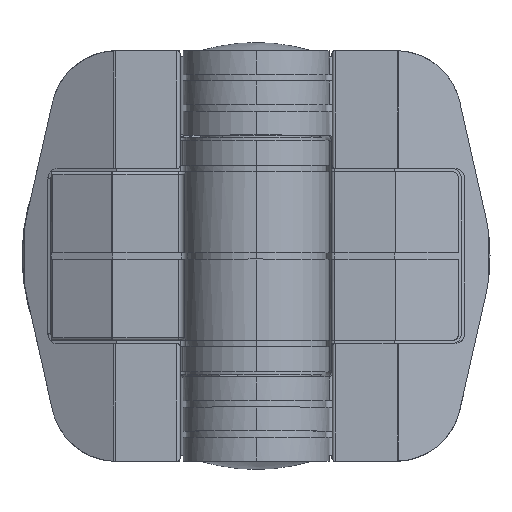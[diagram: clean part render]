
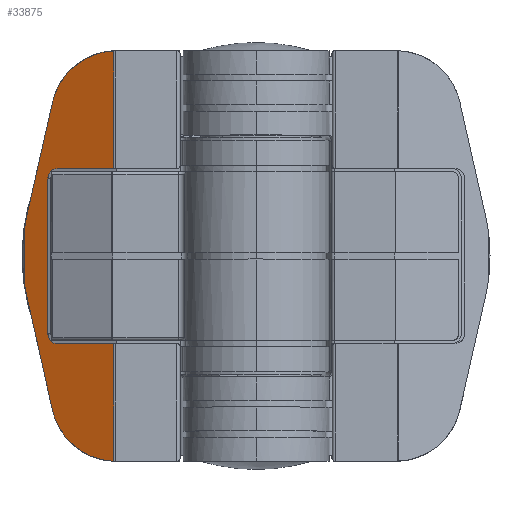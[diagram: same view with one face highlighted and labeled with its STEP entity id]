
A CAD part, top view. The second image highlights one B-rep face of the part: STEP entity #33875.
In plain terms, the highlighted planar face has unit normal (-0.422, 0, 0.906).
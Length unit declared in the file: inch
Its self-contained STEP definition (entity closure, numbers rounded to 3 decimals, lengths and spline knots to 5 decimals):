
#33305=CARTESIAN_POINT('',(-0.28507,0.249,0.24041));
#33306=VERTEX_POINT('',#33305);
#33313=CARTESIAN_POINT('',(-0.01415,0.249,0.3666));
#33314=VERTEX_POINT('',#33313);
#33315=CARTESIAN_POINT('',(-0.28507,0.249,0.24041));
#33316=DIRECTION('',(0.906,0.,0.422));
#33317=VECTOR('',#33316,0.29886);
#33318=LINE('',#33315,#33317);
#33319=EDGE_CURVE('',#33306,#33314,#33318,.T.);
#33439=CARTESIAN_POINT('',(-0.33007,0.294,0.21945));
#33440=VERTEX_POINT('',#33439);
#33447=CARTESIAN_POINT('',(-0.33007,0.294,0.21945));
#33448=CARTESIAN_POINT('',(-0.33007,0.26764,0.21945));
#33449=CARTESIAN_POINT('',(-0.31143,0.249,0.22813));
#33450=CARTESIAN_POINT('',(-0.28507,0.249,0.24041));
#33458=(BOUNDED_CURVE()B_SPLINE_CURVE(3,(#33447,#33448,#33449,#33450),.UNSPECIFIED.,.F.,.U.)B_SPLINE_CURVE_WITH_KNOTS((4,4),(0.,1.5708),.UNSPECIFIED.)CURVE()GEOMETRIC_REPRESENTATION_ITEM()RATIONAL_B_SPLINE_CURVE((1.0,0.805,0.805,1.0))REPRESENTATION_ITEM(''));
#33459=EDGE_CURVE('',#33440,#33306,#33458,.T.);
#33685=CARTESIAN_POINT('',(-0.01415,-0.31569,0.3666));
#33686=VERTEX_POINT('',#33685);
#33687=CARTESIAN_POINT('',(-0.01415,0.249,0.3666));
#33688=DIRECTION('',(0.,-1.0,0.));
#33689=VECTOR('',#33688,0.56469);
#33690=LINE('',#33687,#33689);
#33691=EDGE_CURVE('',#33314,#33686,#33690,.T.);
#33739=CARTESIAN_POINT('',(-0.01415,-0.31569,0.3666));
#33740=DIRECTION('',(0.422,0.,-0.906));
#33741=DIRECTION('',(-0.906,0.,-0.422));
#33742=AXIS2_PLACEMENT_3D('',#33739,#33740,#33741);
#33743=PLANE('',#33742);
#33744=CARTESIAN_POINT('',(-0.33007,1.044,0.21945));
#33745=VERTEX_POINT('',#33744);
#33746=CARTESIAN_POINT('',(-0.33007,1.044,0.21945));
#33747=DIRECTION('',(0.0,-1.0,0.0));
#33748=VECTOR('',#33747,0.75);
#33749=LINE('',#33746,#33748);
#33750=EDGE_CURVE('',#33745,#33440,#33749,.T.);
#33751=ORIENTED_EDGE('',*,*,#33750,.F.);
#33752=CARTESIAN_POINT('',(-0.28507,1.089,0.24041));
#33753=VERTEX_POINT('',#33752);
#33754=CARTESIAN_POINT('',(-0.28507,1.089,0.24041));
#33755=CARTESIAN_POINT('',(-0.31143,1.089,0.22813));
#33756=CARTESIAN_POINT('',(-0.33007,1.07036,0.21945));
#33757=CARTESIAN_POINT('',(-0.33007,1.044,0.21945));
#33765=(BOUNDED_CURVE()B_SPLINE_CURVE(3,(#33754,#33755,#33756,#33757),.UNSPECIFIED.,.F.,.U.)B_SPLINE_CURVE_WITH_KNOTS((4,4),(4.71239,6.28319),.UNSPECIFIED.)CURVE()GEOMETRIC_REPRESENTATION_ITEM()RATIONAL_B_SPLINE_CURVE((1.0,0.805,0.805,1.0))REPRESENTATION_ITEM(''));
#33766=EDGE_CURVE('',#33753,#33745,#33765,.T.);
#33767=ORIENTED_EDGE('',*,*,#33766,.F.);
#33768=CARTESIAN_POINT('',(-0.01415,1.089,0.3666));
#33769=VERTEX_POINT('',#33768);
#33770=CARTESIAN_POINT('',(-0.01415,1.089,0.3666));
#33771=DIRECTION('',(-0.906,0.,-0.422));
#33772=VECTOR('',#33771,0.29886);
#33773=LINE('',#33770,#33772);
#33774=EDGE_CURVE('',#33769,#33753,#33773,.T.);
#33775=ORIENTED_EDGE('',*,*,#33774,.F.);
#33776=CARTESIAN_POINT('',(-0.01415,1.65369,0.3666));
#33777=VERTEX_POINT('',#33776);
#33778=CARTESIAN_POINT('',(-0.01415,1.65369,0.3666));
#33779=DIRECTION('',(0.,-1.0,0.));
#33780=VECTOR('',#33779,0.56469);
#33781=LINE('',#33778,#33780);
#33782=EDGE_CURVE('',#33777,#33769,#33781,.T.);
#33783=ORIENTED_EDGE('',*,*,#33782,.F.);
#33784=CARTESIAN_POINT('',(-0.30829,1.40768,0.22959));
#33785=VERTEX_POINT('',#33784);
#33786=CARTESIAN_POINT('',(-0.30829,1.40768,0.22959));
#33787=CARTESIAN_POINT('',(-0.27564,1.55209,0.2448));
#33788=CARTESIAN_POINT('',(-0.16207,1.64709,0.2977));
#33789=CARTESIAN_POINT('',(-0.01415,1.65369,0.3666));
#33797=(BOUNDED_CURVE()B_SPLINE_CURVE(3,(#33786,#33787,#33788,#33789),.UNSPECIFIED.,.F.,.U.)B_SPLINE_CURVE_WITH_KNOTS((4,4),(0.22232,1.52621),.UNSPECIFIED.)CURVE()GEOMETRIC_REPRESENTATION_ITEM()RATIONAL_B_SPLINE_CURVE((1.0,0.863,0.863,1.0))REPRESENTATION_ITEM(''));
#33798=EDGE_CURVE('',#33785,#33777,#33797,.T.);
#33799=ORIENTED_EDGE('',*,*,#33798,.F.);
#33800=CARTESIAN_POINT('',(-0.43141,0.86303,0.17225));
#33801=VERTEX_POINT('',#33800);
#33802=CARTESIAN_POINT('',(-0.43141,0.86303,0.17225));
#33803=DIRECTION('',(0.219,0.97,0.102));
#33804=VECTOR('',#33803,0.56132);
#33805=LINE('',#33802,#33804);
#33806=EDGE_CURVE('',#33801,#33785,#33805,.T.);
#33807=ORIENTED_EDGE('',*,*,#33806,.F.);
#33808=CARTESIAN_POINT('',(-0.4444,0.7922,0.1662));
#33809=VERTEX_POINT('',#33808);
#33810=CARTESIAN_POINT('',(-0.4444,0.7922,0.1662));
#33811=CARTESIAN_POINT('',(-0.44104,0.81598,0.16776));
#33812=CARTESIAN_POINT('',(-0.4367,0.83961,0.16978));
#33813=CARTESIAN_POINT('',(-0.43141,0.86303,0.17225));
#33821=(BOUNDED_CURVE()B_SPLINE_CURVE(3,(#33810,#33811,#33812,#33813),.UNSPECIFIED.,.F.,.U.)B_SPLINE_CURVE_WITH_KNOTS((4,4),(0.14046,0.22232),.UNSPECIFIED.)CURVE()GEOMETRIC_REPRESENTATION_ITEM()RATIONAL_B_SPLINE_CURVE((1.0,0.999,0.999,1.0))REPRESENTATION_ITEM(''));
#33822=EDGE_CURVE('',#33809,#33801,#33821,.T.);
#33823=ORIENTED_EDGE('',*,*,#33822,.F.);
#33824=CARTESIAN_POINT('',(-0.4444,0.5458,0.1662));
#33825=VERTEX_POINT('',#33824);
#33826=CARTESIAN_POINT('',(-0.4444,0.5458,0.1662));
#33827=DIRECTION('',(0.0,1.0,0.0));
#33828=VECTOR('',#33827,0.2464);
#33829=LINE('',#33826,#33828);
#33830=EDGE_CURVE('',#33825,#33809,#33829,.T.);
#33831=ORIENTED_EDGE('',*,*,#33830,.F.);
#33832=CARTESIAN_POINT('',(-0.43141,0.47497,0.17225));
#33833=VERTEX_POINT('',#33832);
#33834=CARTESIAN_POINT('',(-0.43141,0.47497,0.17225));
#33835=CARTESIAN_POINT('',(-0.4367,0.49839,0.16978));
#33836=CARTESIAN_POINT('',(-0.44104,0.52202,0.16776));
#33837=CARTESIAN_POINT('',(-0.4444,0.5458,0.1662));
#33845=(BOUNDED_CURVE()B_SPLINE_CURVE(3,(#33834,#33835,#33836,#33837),.UNSPECIFIED.,.F.,.U.)B_SPLINE_CURVE_WITH_KNOTS((4,4),(6.06087,6.14272),.UNSPECIFIED.)CURVE()GEOMETRIC_REPRESENTATION_ITEM()RATIONAL_B_SPLINE_CURVE((1.0,0.999,0.999,1.0))REPRESENTATION_ITEM(''));
#33846=EDGE_CURVE('',#33833,#33825,#33845,.T.);
#33847=ORIENTED_EDGE('',*,*,#33846,.F.);
#33848=CARTESIAN_POINT('',(-0.30829,-0.06968,0.22959));
#33849=VERTEX_POINT('',#33848);
#33850=CARTESIAN_POINT('',(-0.30829,-0.06968,0.22959));
#33851=DIRECTION('',(-0.219,0.97,-0.102));
#33852=VECTOR('',#33851,0.56132);
#33853=LINE('',#33850,#33852);
#33854=EDGE_CURVE('',#33849,#33833,#33853,.T.);
#33855=ORIENTED_EDGE('',*,*,#33854,.F.);
#33856=CARTESIAN_POINT('',(-0.01415,-0.31569,0.3666));
#33857=CARTESIAN_POINT('',(-0.16207,-0.30909,0.2977));
#33858=CARTESIAN_POINT('',(-0.27564,-0.21409,0.2448));
#33859=CARTESIAN_POINT('',(-0.30829,-0.06968,0.22959));
#33867=(BOUNDED_CURVE()B_SPLINE_CURVE(3,(#33856,#33857,#33858,#33859),.UNSPECIFIED.,.F.,.U.)B_SPLINE_CURVE_WITH_KNOTS((4,4),(4.75698,6.06087),.UNSPECIFIED.)CURVE()GEOMETRIC_REPRESENTATION_ITEM()RATIONAL_B_SPLINE_CURVE((1.0,0.863,0.863,1.0))REPRESENTATION_ITEM(''));
#33868=EDGE_CURVE('',#33686,#33849,#33867,.T.);
#33869=ORIENTED_EDGE('',*,*,#33868,.F.);
#33870=ORIENTED_EDGE('',*,*,#33691,.F.);
#33871=ORIENTED_EDGE('',*,*,#33319,.F.);
#33872=ORIENTED_EDGE('',*,*,#33459,.F.);
#33873=EDGE_LOOP('',(#33751,#33767,#33775,#33783,#33799,#33807,#33823,#33831,#33847,#33855,#33869,#33870,#33871,#33872));
#33874=FACE_OUTER_BOUND('',#33873,.T.);
#33875=ADVANCED_FACE('',(#33874),#33743,.F.);
